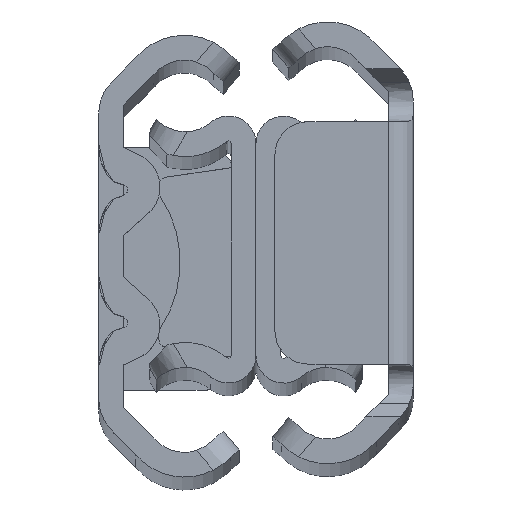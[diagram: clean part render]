
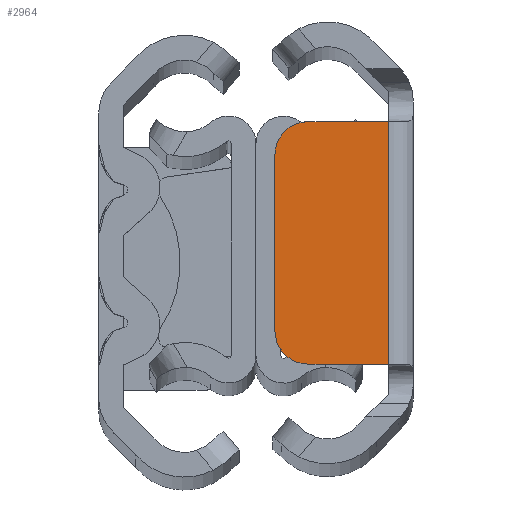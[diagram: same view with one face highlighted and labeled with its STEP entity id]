
A CAD part, top view. The second image highlights one B-rep face of the part: STEP entity #2964.
In plain terms, the highlighted face is planar.
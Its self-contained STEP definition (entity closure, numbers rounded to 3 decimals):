
#66 = DIRECTION ( 'NONE',  ( 1., 0., 0. ) ) ;
#116 = CARTESIAN_POINT ( 'NONE',  ( 4.9, -7.35, -450. ) ) ;
#212 = CIRCLE ( 'NONE', #2516, 2. ) ;
#253 = DIRECTION ( 'NONE',  ( 0., 0., 1. ) ) ;
#418 = ORIENTED_EDGE ( 'NONE', *, *, #2439, .T. ) ;
#456 = VERTEX_POINT ( 'NONE', #116 ) ;
#527 = VERTEX_POINT ( 'NONE', #3318 ) ;
#656 = FACE_OUTER_BOUND ( 'NONE', #1702, .T. ) ;
#767 = EDGE_CURVE ( 'NONE', #2818, #456, #1345, .T. ) ;
#931 = VERTEX_POINT ( 'NONE', #1467 ) ;
#1004 = DIRECTION ( 'NONE',  ( 1., 0., 0. ) ) ;
#1077 = VECTOR ( 'NONE', #1232, 1000. ) ;
#1232 = DIRECTION ( 'NONE',  ( 1., 0., 0. ) ) ;
#1235 = VECTOR ( 'NONE', #4838, 1000. ) ;
#1345 = LINE ( 'NONE', #3791, #1397 ) ;
#1397 = VECTOR ( 'NONE', #66, 1000. ) ;
#1421 = CARTESIAN_POINT ( 'NONE',  ( 0., 7.35, -450. ) ) ;
#1467 = CARTESIAN_POINT ( 'NONE',  ( 6.9, 5.35, -450. ) ) ;
#1702 = EDGE_LOOP ( 'NONE', ( #4157, #418, #4818, #3585, #5320, #2762 ) ) ;
#1808 = DIRECTION ( 'NONE',  ( 1., 0., 0. ) ) ;
#1888 = CARTESIAN_POINT ( 'NONE',  ( 0., -7.35, -450. ) ) ;
#1946 = EDGE_CURVE ( 'NONE', #2553, #456, #212, .T. ) ;
#2221 = VERTEX_POINT ( 'NONE', #1421 ) ;
#2292 = CARTESIAN_POINT ( 'NONE',  ( 1.5, -8.548, -450. ) ) ;
#2355 = EDGE_CURVE ( 'NONE', #2553, #931, #5246, .T. ) ;
#2373 = CARTESIAN_POINT ( 'NONE',  ( 4.9, -5.35, -450. ) ) ;
#2413 = CARTESIAN_POINT ( 'NONE',  ( -1.5, 7.35, -450. ) ) ;
#2439 = EDGE_CURVE ( 'NONE', #2818, #2221, #3032, .T. ) ;
#2516 = AXIS2_PLACEMENT_3D ( 'NONE', #2373, #4038, #4446 ) ;
#2553 = VERTEX_POINT ( 'NONE', #4861 ) ;
#2599 = AXIS2_PLACEMENT_3D ( 'NONE', #4719, #3912, #1004 ) ;
#2762 = ORIENTED_EDGE ( 'NONE', *, *, #1946, .T. ) ;
#2818 = VERTEX_POINT ( 'NONE', #1888 ) ;
#2826 = EDGE_CURVE ( 'NONE', #527, #931, #3541, .T. ) ;
#2964 = ADVANCED_FACE ( 'NONE', ( #656 ), #4054, .F. ) ;
#3032 = LINE ( 'NONE', #5200, #3470 ) ;
#3318 = CARTESIAN_POINT ( 'NONE',  ( 4.9, 7.35, -450. ) ) ;
#3332 = LINE ( 'NONE', #2413, #1077 ) ;
#3470 = VECTOR ( 'NONE', #5090, 1000. ) ;
#3541 = CIRCLE ( 'NONE', #2599, 2. ) ;
#3585 = ORIENTED_EDGE ( 'NONE', *, *, #2826, .T. ) ;
#3629 = AXIS2_PLACEMENT_3D ( 'NONE', #2292, #253, #1808 ) ;
#3791 = CARTESIAN_POINT ( 'NONE',  ( -1.5, -7.35, -450. ) ) ;
#3912 = DIRECTION ( 'NONE',  ( 0., 0., -1. ) ) ;
#4038 = DIRECTION ( 'NONE',  ( 0., 0., -1. ) ) ;
#4054 = PLANE ( 'NONE',  #3629 ) ;
#4157 = ORIENTED_EDGE ( 'NONE', *, *, #767, .F. ) ;
#4402 = CARTESIAN_POINT ( 'NONE',  ( 6.9, 7.35, -450. ) ) ;
#4446 = DIRECTION ( 'NONE',  ( 1., 0., 0. ) ) ;
#4719 = CARTESIAN_POINT ( 'NONE',  ( 4.9, 5.35, -450. ) ) ;
#4818 = ORIENTED_EDGE ( 'NONE', *, *, #5308, .T. ) ;
#4838 = DIRECTION ( 'NONE',  ( 0., 1., 0. ) ) ;
#4861 = CARTESIAN_POINT ( 'NONE',  ( 6.9, -5.35, -450. ) ) ;
#5090 = DIRECTION ( 'NONE',  ( 0., 1., 0. ) ) ;
#5200 = CARTESIAN_POINT ( 'NONE',  ( 0., 7.35, -450. ) ) ;
#5246 = LINE ( 'NONE', #4402, #1235 ) ;
#5308 = EDGE_CURVE ( 'NONE', #2221, #527, #3332, .T. ) ;
#5320 = ORIENTED_EDGE ( 'NONE', *, *, #2355, .F. ) ;
